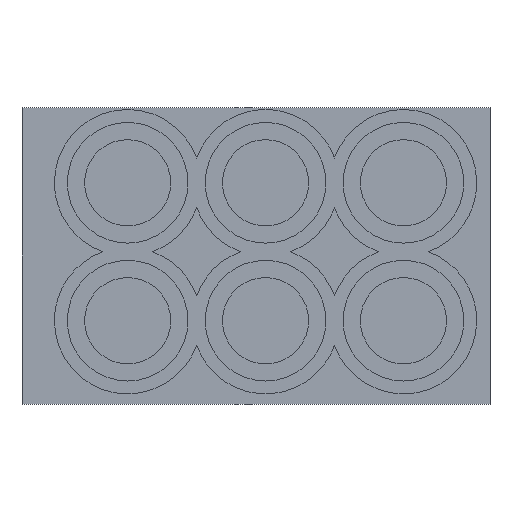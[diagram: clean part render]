
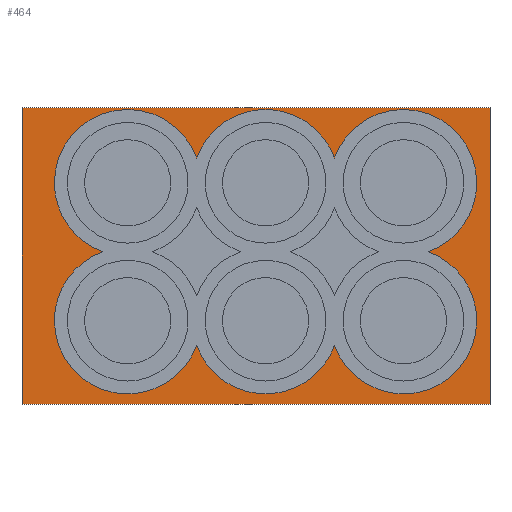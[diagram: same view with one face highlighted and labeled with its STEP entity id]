
A CAD part, left-side view. The second image highlights one B-rep face of the part: STEP entity #464.
In plain terms, the highlighted planar face has unit normal (-1, 0, 0).
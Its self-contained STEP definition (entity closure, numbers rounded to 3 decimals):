
#51=CARTESIAN_POINT('Axis2P3D Location',(4.,0.,0.)) ;
#348=CARTESIAN_POINT('Line Origine',(4.,17.107,24.697)) ;
#352=CARTESIAN_POINT('Vertex',(4.,44.256,24.697)) ;
#354=CARTESIAN_POINT('Vertex',(4.,-10.042,24.697)) ;
#357=CARTESIAN_POINT('Line Origine',(4.,44.256,7.503)) ;
#361=CARTESIAN_POINT('Vertex',(4.,44.256,-9.691)) ;
#364=CARTESIAN_POINT('Line Origine',(4.,17.107,-9.691)) ;
#368=CARTESIAN_POINT('Vertex',(4.,-10.042,-9.691)) ;
#371=CARTESIAN_POINT('Line Origine',(4.,-10.042,7.503)) ;
#382=CARTESIAN_POINT('Axis2P3D Location',(4.,0.,16.)) ;
#386=CARTESIAN_POINT('Vertex',(4.,-8.5,16.)) ;
#388=CARTESIAN_POINT('Vertex',(4.,-2.872,8.)) ;
#391=CARTESIAN_POINT('Axis2P3D Location',(4.,0.,0.)) ;
#395=CARTESIAN_POINT('Vertex',(4.,-8.5,0.)) ;
#398=CARTESIAN_POINT('Axis2P3D Location',(4.,0.,0.)) ;
#402=CARTESIAN_POINT('Vertex',(4.,8.,-2.872)) ;
#405=CARTESIAN_POINT('Axis2P3D Location',(4.,16.,0.)) ;
#409=CARTESIAN_POINT('Vertex',(4.,24.,-2.872)) ;
#412=CARTESIAN_POINT('Axis2P3D Location',(4.,32.,0.)) ;
#416=CARTESIAN_POINT('Vertex',(4.,40.5,0.)) ;
#419=CARTESIAN_POINT('Axis2P3D Location',(4.,32.,0.)) ;
#423=CARTESIAN_POINT('Vertex',(4.,34.872,8.)) ;
#426=CARTESIAN_POINT('Axis2P3D Location',(4.,32.,16.)) ;
#430=CARTESIAN_POINT('Vertex',(4.,40.5,16.)) ;
#433=CARTESIAN_POINT('Axis2P3D Location',(4.,32.,16.)) ;
#437=CARTESIAN_POINT('Vertex',(4.,24.,18.872)) ;
#440=CARTESIAN_POINT('Axis2P3D Location',(4.,16.,16.)) ;
#444=CARTESIAN_POINT('Vertex',(4.,8.,18.872)) ;
#447=CARTESIAN_POINT('Axis2P3D Location',(4.,0.,16.)) ;
#52=DIRECTION('Axis2P3D Direction',(1.,0.,0.)) ;
#53=DIRECTION('Axis2P3D XDirection',(0.,1.,0.)) ;
#349=DIRECTION('Vector Direction',(0.,1.,0.)) ;
#358=DIRECTION('Vector Direction',(0.,0.,1.)) ;
#365=DIRECTION('Vector Direction',(0.,-1.,0.)) ;
#372=DIRECTION('Vector Direction',(0.,0.,-1.)) ;
#383=DIRECTION('Axis2P3D Direction',(1.,0.,0.)) ;
#392=DIRECTION('Axis2P3D Direction',(1.,0.,0.)) ;
#399=DIRECTION('Axis2P3D Direction',(1.,0.,0.)) ;
#406=DIRECTION('Axis2P3D Direction',(1.,0.,0.)) ;
#413=DIRECTION('Axis2P3D Direction',(1.,0.,0.)) ;
#420=DIRECTION('Axis2P3D Direction',(1.,0.,0.)) ;
#427=DIRECTION('Axis2P3D Direction',(1.,0.,0.)) ;
#434=DIRECTION('Axis2P3D Direction',(1.,0.,0.)) ;
#441=DIRECTION('Axis2P3D Direction',(1.,0.,0.)) ;
#448=DIRECTION('Axis2P3D Direction',(1.,0.,0.)) ;
#54=AXIS2_PLACEMENT_3D('Plane Axis2P3D',#51,#52,#53) ;
#384=AXIS2_PLACEMENT_3D('Circle Axis2P3D',#382,#383,$) ;
#393=AXIS2_PLACEMENT_3D('Circle Axis2P3D',#391,#392,$) ;
#400=AXIS2_PLACEMENT_3D('Circle Axis2P3D',#398,#399,$) ;
#407=AXIS2_PLACEMENT_3D('Circle Axis2P3D',#405,#406,$) ;
#414=AXIS2_PLACEMENT_3D('Circle Axis2P3D',#412,#413,$) ;
#421=AXIS2_PLACEMENT_3D('Circle Axis2P3D',#419,#420,$) ;
#428=AXIS2_PLACEMENT_3D('Circle Axis2P3D',#426,#427,$) ;
#435=AXIS2_PLACEMENT_3D('Circle Axis2P3D',#433,#434,$) ;
#442=AXIS2_PLACEMENT_3D('Circle Axis2P3D',#440,#441,$) ;
#449=AXIS2_PLACEMENT_3D('Circle Axis2P3D',#447,#448,$) ;
#377=ORIENTED_EDGE('',*,*,#356,.F.) ;
#378=ORIENTED_EDGE('',*,*,#363,.F.) ;
#379=ORIENTED_EDGE('',*,*,#370,.F.) ;
#380=ORIENTED_EDGE('',*,*,#375,.F.) ;
#453=ORIENTED_EDGE('',*,*,#390,.T.) ;
#454=ORIENTED_EDGE('',*,*,#397,.T.) ;
#455=ORIENTED_EDGE('',*,*,#404,.T.) ;
#456=ORIENTED_EDGE('',*,*,#411,.T.) ;
#457=ORIENTED_EDGE('',*,*,#418,.T.) ;
#458=ORIENTED_EDGE('',*,*,#425,.T.) ;
#459=ORIENTED_EDGE('',*,*,#432,.T.) ;
#460=ORIENTED_EDGE('',*,*,#439,.T.) ;
#461=ORIENTED_EDGE('',*,*,#446,.T.) ;
#462=ORIENTED_EDGE('',*,*,#451,.T.) ;
#463=FACE_BOUND('',#452,.T.) ;
#350=VECTOR('Line Direction',#349,1.) ;
#359=VECTOR('Line Direction',#358,1.) ;
#366=VECTOR('Line Direction',#365,1.) ;
#373=VECTOR('Line Direction',#372,1.) ;
#464=ADVANCED_FACE('PartBody',(#381,#463),#55,.F.) ;
#385=CIRCLE('generated circle',#384,8.5) ;
#394=CIRCLE('generated circle',#393,8.5) ;
#401=CIRCLE('generated circle',#400,8.5) ;
#408=CIRCLE('generated circle',#407,8.5) ;
#415=CIRCLE('generated circle',#414,8.5) ;
#422=CIRCLE('generated circle',#421,8.5) ;
#429=CIRCLE('generated circle',#428,8.5) ;
#436=CIRCLE('generated circle',#435,8.5) ;
#443=CIRCLE('generated circle',#442,8.5) ;
#450=CIRCLE('generated circle',#449,8.5) ;
#356=EDGE_CURVE('',#353,#355,#351,.F.) ;
#363=EDGE_CURVE('',#362,#353,#360,.T.) ;
#370=EDGE_CURVE('',#369,#362,#367,.F.) ;
#375=EDGE_CURVE('',#355,#369,#374,.T.) ;
#390=EDGE_CURVE('',#387,#389,#385,.T.) ;
#397=EDGE_CURVE('',#389,#396,#394,.T.) ;
#404=EDGE_CURVE('',#396,#403,#401,.T.) ;
#411=EDGE_CURVE('',#403,#410,#408,.T.) ;
#418=EDGE_CURVE('',#410,#417,#415,.T.) ;
#425=EDGE_CURVE('',#417,#424,#422,.T.) ;
#432=EDGE_CURVE('',#424,#431,#429,.T.) ;
#439=EDGE_CURVE('',#431,#438,#436,.T.) ;
#446=EDGE_CURVE('',#438,#445,#443,.T.) ;
#451=EDGE_CURVE('',#445,#387,#450,.T.) ;
#376=EDGE_LOOP('',(#377,#378,#379,#380)) ;
#452=EDGE_LOOP('',(#453,#454,#455,#456,#457,#458,#459,#460,#461,#462)) ;
#381=FACE_OUTER_BOUND('',#376,.T.) ;
#351=LINE('Line',#348,#350) ;
#360=LINE('Line',#357,#359) ;
#367=LINE('Line',#364,#366) ;
#374=LINE('Line',#371,#373) ;
#55=PLANE('',#54) ;
#353=VERTEX_POINT('',#352) ;
#355=VERTEX_POINT('',#354) ;
#362=VERTEX_POINT('',#361) ;
#369=VERTEX_POINT('',#368) ;
#387=VERTEX_POINT('',#386) ;
#389=VERTEX_POINT('',#388) ;
#396=VERTEX_POINT('',#395) ;
#403=VERTEX_POINT('',#402) ;
#410=VERTEX_POINT('',#409) ;
#417=VERTEX_POINT('',#416) ;
#424=VERTEX_POINT('',#423) ;
#431=VERTEX_POINT('',#430) ;
#438=VERTEX_POINT('',#437) ;
#445=VERTEX_POINT('',#444) ;
